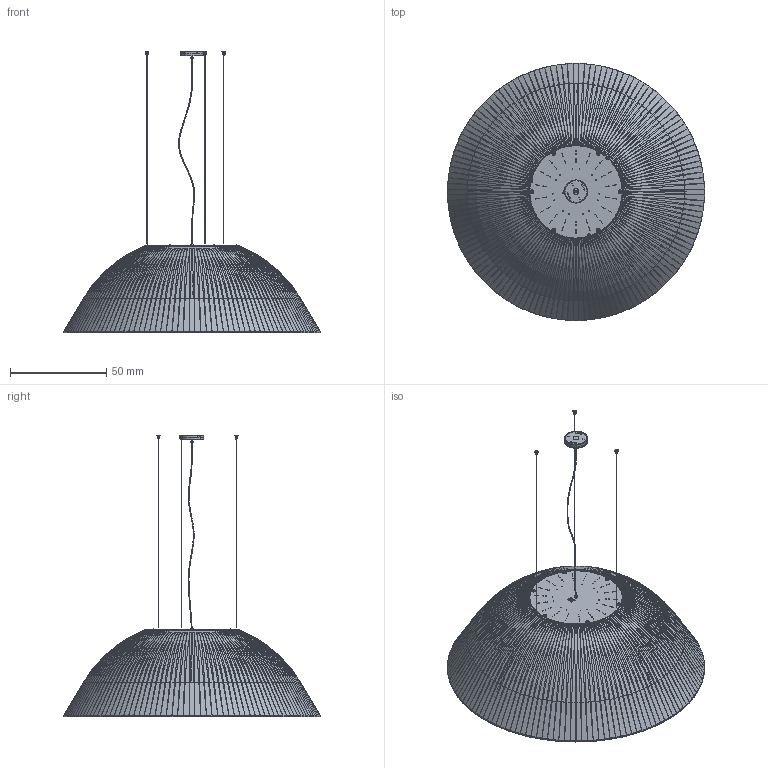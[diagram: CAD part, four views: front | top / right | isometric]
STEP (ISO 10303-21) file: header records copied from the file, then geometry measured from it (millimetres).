
FILE_DESCRIPTION(/* description */ (''),/* implementation_level */ '2;1');
FILE_NAME(/* name */ '3D_EVA EV.135C',/* time_stamp */ '2018-06-01T16:18:02+02:00',/* author */ (''),/* organization */ (''),/* preprocessor_version */ 'ST-DEVELOPER v15',/* originating_system */ '',/* authorisation */ '');
FILE_SCHEMA (('AUTOMOTIVE_DESIGN'));
Products named in the file (1): Document
Bounding box: 133.49 x 133.49 x 146.41 mm (x, y, z)
Volume: 11714.7 mm3; surface area: 162075.9 mm2
Topology: 171 solids, 172 shells, 4351 faces, 11720 edges, 7696 vertices
Faces by surface type: bspline 2389, plane 1962
Entity records: 161618 total; most frequent: CARTESIAN_POINT 91477, ORIENTED_EDGE 23298, EDGE_CURVE 11659, VERTEX_POINT 7688, B_SPLINE_CURVE_WITH_KNOTS 7048, EDGE_LOOP 4839, ADVANCED_FACE 4343, FACE_OUTER_BOUND 4343
